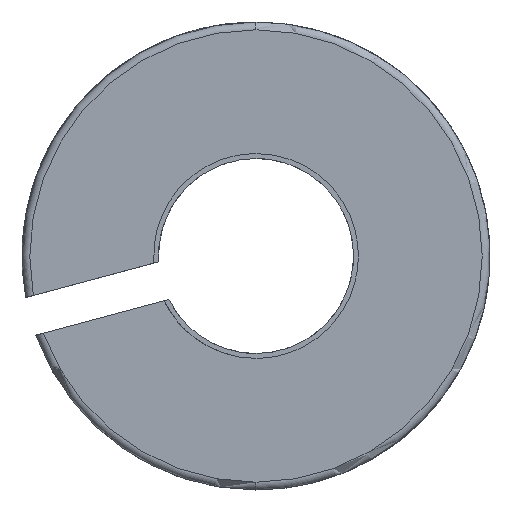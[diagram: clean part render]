
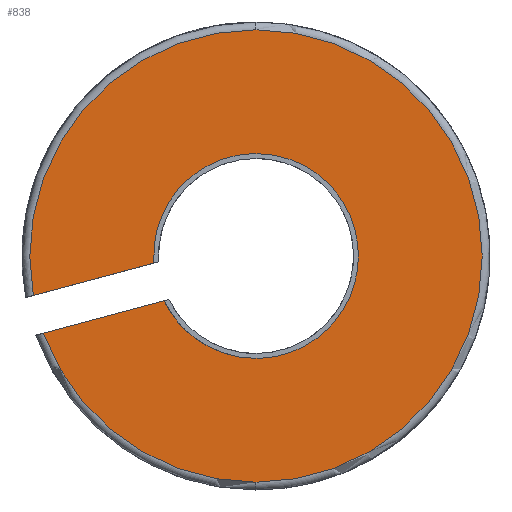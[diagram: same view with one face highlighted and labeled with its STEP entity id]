
A CAD part, left-side view. The second image highlights one B-rep face of the part: STEP entity #838.
In plain terms, the highlighted planar face has unit normal (-1, 0, 0).
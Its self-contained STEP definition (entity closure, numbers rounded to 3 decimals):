
#277=AXIS2_PLACEMENT_3D('Circle Axis2P3D',#275,#276,$) ;
#294=AXIS2_PLACEMENT_3D('Circle Axis2P3D',#292,#293,$) ;
#752=AXIS2_PLACEMENT_3D('Circle Axis2P3D',#750,#751,$) ;
#765=AXIS2_PLACEMENT_3D('Plane Axis2P3D',#762,#763,#764) ;
#265=CARTESIAN_POINT('Vertex',(0.,0.,-5.8)) ;
#272=CARTESIAN_POINT('Vertex',(0.,0.,5.8)) ;
#275=CARTESIAN_POINT('Axis2P3D Location',(0.,0.,0.)) ;
#292=CARTESIAN_POINT('Axis2P3D Location',(0.,0.,0.)) ;
#296=CARTESIAN_POINT('Vertex',(0.,5.452,-1.979)) ;
#339=CARTESIAN_POINT('Line Origine',(0.,3.906,-1.564)) ;
#343=CARTESIAN_POINT('Vertex',(0.,2.36,-1.15)) ;
#614=CARTESIAN_POINT('Vertex',(0.,2.619,-0.184)) ;
#617=CARTESIAN_POINT('Line Origine',(0.,4.165,-0.598)) ;
#621=CARTESIAN_POINT('Vertex',(0.,5.711,-1.013)) ;
#750=CARTESIAN_POINT('Axis2P3D Location',(0.,0.,0.)) ;
#762=CARTESIAN_POINT('Axis2P3D Location',(0.,0.,-3.)) ;
#768=CARTESIAN_POINT('Control Point',(0.,2.619,-0.184)) ;
#769=CARTESIAN_POINT('Control Point',(0.,2.635,0.054)) ;
#770=CARTESIAN_POINT('Control Point',(0.,2.625,0.293)) ;
#771=CARTESIAN_POINT('Control Point',(0.,2.588,0.53)) ;
#772=CARTESIAN_POINT('Control Point',(0.,2.459,0.992)) ;
#773=CARTESIAN_POINT('Control Point',(0.,2.231,1.414)) ;
#774=CARTESIAN_POINT('Control Point',(0.,2.094,1.61)) ;
#775=CARTESIAN_POINT('Control Point',(0.,1.776,1.969)) ;
#776=CARTESIAN_POINT('Control Point',(0.,1.386,2.248)) ;
#777=CARTESIAN_POINT('Control Point',(0.,1.176,2.365)) ;
#778=CARTESIAN_POINT('Control Point',(0.,0.818,2.513)) ;
#779=CARTESIAN_POINT('Control Point',(0.,0.44,2.594)) ;
#780=CARTESIAN_POINT('Control Point',(0.,0.294,2.615)) ;
#781=CARTESIAN_POINT('Control Point',(0.,0.147,2.625)) ;
#782=CARTESIAN_POINT('Control Point',(0.,0.,2.625)) ;
#783=CARTESIAN_POINT('Vertex',(0.,0.,2.625)) ;
#787=CARTESIAN_POINT('Control Point',(0.,0.,2.625)) ;
#788=CARTESIAN_POINT('Control Point',(0.,-0.238,2.625)) ;
#789=CARTESIAN_POINT('Control Point',(0.,-0.476,2.598)) ;
#790=CARTESIAN_POINT('Control Point',(0.,-0.71,2.544)) ;
#791=CARTESIAN_POINT('Control Point',(0.,-1.162,2.384)) ;
#792=CARTESIAN_POINT('Control Point',(0.,-1.566,2.127)) ;
#793=CARTESIAN_POINT('Control Point',(0.,-1.753,1.976)) ;
#794=CARTESIAN_POINT('Control Point',(0.,-2.089,1.634)) ;
#795=CARTESIAN_POINT('Control Point',(0.,-2.34,1.225)) ;
#796=CARTESIAN_POINT('Control Point',(0.,-2.442,1.008)) ;
#797=CARTESIAN_POINT('Control Point',(0.,-2.594,0.553)) ;
#798=CARTESIAN_POINT('Control Point',(0.,-2.64,0.076)) ;
#799=CARTESIAN_POINT('Control Point',(0.,-2.636,-0.164)) ;
#800=CARTESIAN_POINT('Control Point',(0.,-2.574,-0.639)) ;
#801=CARTESIAN_POINT('Control Point',(0.,-2.407,-1.088)) ;
#802=CARTESIAN_POINT('Control Point',(0.,-2.298,-1.303)) ;
#803=CARTESIAN_POINT('Control Point',(0.,-2.033,-1.702)) ;
#804=CARTESIAN_POINT('Control Point',(0.,-1.686,-2.033)) ;
#805=CARTESIAN_POINT('Control Point',(0.,-1.495,-2.178)) ;
#806=CARTESIAN_POINT('Control Point',(0.,-1.097,-2.412)) ;
#807=CARTESIAN_POINT('Control Point',(0.,-0.659,-2.555)) ;
#808=CARTESIAN_POINT('Control Point',(0.,-0.441,-2.602)) ;
#809=CARTESIAN_POINT('Control Point',(0.,-0.221,-2.625)) ;
#810=CARTESIAN_POINT('Control Point',(0.,0.,-2.625)) ;
#811=CARTESIAN_POINT('Vertex',(0.,0.,-2.625)) ;
#815=CARTESIAN_POINT('Control Point',(0.,0.,-2.625)) ;
#816=CARTESIAN_POINT('Control Point',(0.,0.238,-2.625)) ;
#817=CARTESIAN_POINT('Control Point',(0.,0.476,-2.598)) ;
#818=CARTESIAN_POINT('Control Point',(0.,0.71,-2.544)) ;
#819=CARTESIAN_POINT('Control Point',(0.,1.162,-2.384)) ;
#820=CARTESIAN_POINT('Control Point',(0.,1.566,-2.127)) ;
#821=CARTESIAN_POINT('Control Point',(0.,1.753,-1.976)) ;
#822=CARTESIAN_POINT('Control Point',(0.,1.999,-1.725)) ;
#823=CARTESIAN_POINT('Control Point',(0.,2.199,-1.44)) ;
#824=CARTESIAN_POINT('Control Point',(0.,2.258,-1.346)) ;
#825=CARTESIAN_POINT('Control Point',(0.,2.311,-1.249)) ;
#826=CARTESIAN_POINT('Control Point',(0.,2.36,-1.15)) ;
#276=DIRECTION('Axis2P3D Direction',(-1.,0.,0.)) ;
#293=DIRECTION('Axis2P3D Direction',(-1.,0.,0.)) ;
#340=DIRECTION('Vector Direction',(0.,0.966,-0.259)) ;
#618=DIRECTION('Vector Direction',(0.,-0.966,0.259)) ;
#751=DIRECTION('Axis2P3D Direction',(-1.,0.,0.)) ;
#763=DIRECTION('Axis2P3D Direction',(-1.,0.,0.)) ;
#764=DIRECTION('Axis2P3D XDirection',(0.,1.,0.)) ;
#341=VECTOR('Line Direction',#340,1.) ;
#619=VECTOR('Line Direction',#618,1.) ;
#829=ORIENTED_EDGE('',*,*,#785,.T.) ;
#830=ORIENTED_EDGE('',*,*,#813,.T.) ;
#831=ORIENTED_EDGE('',*,*,#827,.T.) ;
#832=ORIENTED_EDGE('',*,*,#345,.T.) ;
#833=ORIENTED_EDGE('',*,*,#298,.T.) ;
#834=ORIENTED_EDGE('',*,*,#279,.T.) ;
#835=ORIENTED_EDGE('',*,*,#754,.T.) ;
#836=ORIENTED_EDGE('',*,*,#623,.T.) ;
#838=ADVANCED_FACE('',(#837),#766,.T.) ;
#767=B_SPLINE_CURVE_WITH_KNOTS('',5,(#768,#769,#770,#771,#772,#773,#774,#775,#776,#777,#778,#779,#780,#781,#782),.UNSPECIFIED.,.F.,.U.,(6,3,3,3,6),(0.,1.684,3.367,5.051,6.092),.UNSPECIFIED.) ;
#786=B_SPLINE_CURVE_WITH_KNOTS('',5,(#787,#788,#789,#790,#791,#792,#793,#794,#795,#796,#797,#798,#799,#800,#801,#802,#803,#804,#805,#806,#807,#808,#809,#810),.UNSPECIFIED.,.F.,.U.,(6,3,3,3,3,3,3,6),(0.,1.684,3.367,5.051,6.735,8.419,10.102,11.662),.UNSPECIFIED.) ;
#814=B_SPLINE_CURVE_WITH_KNOTS('',5,(#815,#816,#817,#818,#819,#820,#821,#822,#823,#824,#825,#826),.UNSPECIFIED.,.F.,.U.,(6,3,3,6),(0.,1.684,3.367,4.147),.UNSPECIFIED.) ;
#278=CIRCLE('generated circle',#277,5.8) ;
#295=CIRCLE('generated circle',#294,5.8) ;
#753=CIRCLE('generated circle',#752,5.8) ;
#279=EDGE_CURVE('',#266,#273,#278,.T.) ;
#298=EDGE_CURVE('',#297,#266,#295,.T.) ;
#345=EDGE_CURVE('',#344,#297,#342,.T.) ;
#623=EDGE_CURVE('',#622,#615,#620,.T.) ;
#754=EDGE_CURVE('',#273,#622,#753,.T.) ;
#785=EDGE_CURVE('',#615,#784,#767,.T.) ;
#813=EDGE_CURVE('',#784,#812,#786,.T.) ;
#827=EDGE_CURVE('',#812,#344,#814,.T.) ;
#828=EDGE_LOOP('',(#829,#830,#831,#832,#833,#834,#835,#836)) ;
#837=FACE_OUTER_BOUND('',#828,.T.) ;
#342=LINE('Line',#339,#341) ;
#620=LINE('Line',#617,#619) ;
#766=PLANE('Plane',#765) ;
#266=VERTEX_POINT('',#265) ;
#273=VERTEX_POINT('',#272) ;
#297=VERTEX_POINT('',#296) ;
#344=VERTEX_POINT('',#343) ;
#615=VERTEX_POINT('',#614) ;
#622=VERTEX_POINT('',#621) ;
#784=VERTEX_POINT('',#783) ;
#812=VERTEX_POINT('',#811) ;
